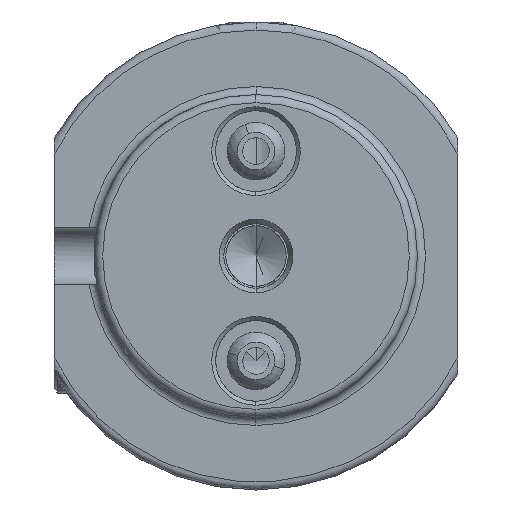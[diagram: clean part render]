
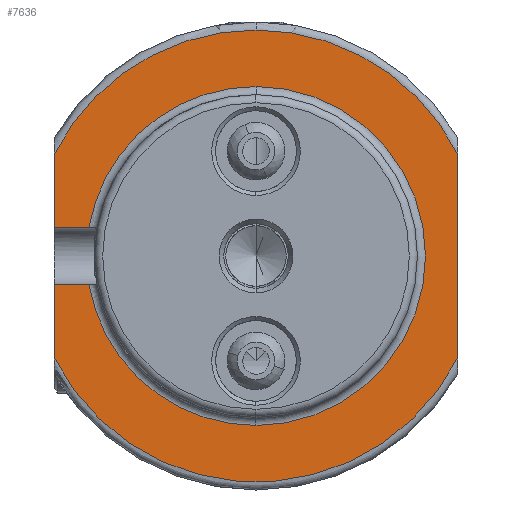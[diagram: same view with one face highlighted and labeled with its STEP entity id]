
A CAD part, left-side view. The second image highlights one B-rep face of the part: STEP entity #7636.
In plain terms, the highlighted planar face has unit normal (-1, 0, 0).
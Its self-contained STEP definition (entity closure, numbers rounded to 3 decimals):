
#161 = DIRECTION ( 'NONE',  ( 0., 0., 1. ) ) ;
#173 = LINE ( 'NONE', #3434, #787 ) ;
#190 = DIRECTION ( 'NONE',  ( -1., 0., 0. ) ) ;
#202 = CARTESIAN_POINT ( 'NONE',  ( -9.248, -31.602, 3.812 ) ) ;
#232 = DIRECTION ( 'NONE',  ( 0., 0., 1. ) ) ;
#529 = VERTEX_POINT ( 'NONE', #802 ) ;
#545 = PLANE ( 'NONE',  #4549 ) ;
#580 = CARTESIAN_POINT ( 'NONE',  ( -9.248, 18.399, -3.188 ) ) ;
#611 = ORIENTED_EDGE ( 'NONE', *, *, #1239, .F. ) ;
#681 = EDGE_CURVE ( 'NONE', #5602, #8293, #3786, .T. ) ;
#787 = VECTOR ( 'NONE', #4092, 1000. ) ;
#802 = CARTESIAN_POINT ( 'NONE',  ( -9.248, 18.399, -12.298 ) ) ;
#915 = DIRECTION ( 'NONE',  ( 0., 0., 1. ) ) ;
#943 = ORIENTED_EDGE ( 'NONE', *, *, #3409, .T. ) ;
#973 = CARTESIAN_POINT ( 'NONE',  ( -9.248, -6.601, -20.688 ) ) ;
#1017 = ORIENTED_EDGE ( 'NONE', *, *, #3829, .F. ) ;
#1195 = EDGE_CURVE ( 'NONE', #6108, #3014, #173, .T. ) ;
#1239 = EDGE_CURVE ( 'NONE', #529, #6108, #6178, .T. ) ;
#1314 = CARTESIAN_POINT ( 'NONE',  ( -9.248, -6.601, 0.312 ) ) ;
#1467 = ORIENTED_EDGE ( 'NONE', *, *, #681, .T. ) ;
#1469 = ORIENTED_EDGE ( 'NONE', *, *, #2301, .F. ) ;
#1553 = DIRECTION ( 'NONE',  ( 1., 0., 0. ) ) ;
#1760 = CARTESIAN_POINT ( 'NONE',  ( -9.248, -31.601, -12.298 ) ) ;
#1944 = DIRECTION ( 'NONE',  ( 0., 0., 1. ) ) ;
#1954 = DIRECTION ( 'NONE',  ( -1., 0., 0. ) ) ;
#2164 = EDGE_CURVE ( 'NONE', #4291, #2611, #5423, .T. ) ;
#2301 = EDGE_CURVE ( 'NONE', #4291, #5769, #6775, .T. ) ;
#2339 = VECTOR ( 'NONE', #7346, 1000. ) ;
#2422 = AXIS2_PLACEMENT_3D ( 'NONE', #8446, #1954, #2492 ) ;
#2492 = DIRECTION ( 'NONE',  ( 0., 0., 1. ) ) ;
#2531 = CARTESIAN_POINT ( 'NONE',  ( -9.248, -6.601, 0.312 ) ) ;
#2611 = VERTEX_POINT ( 'NONE', #5234 ) ;
#2712 = CARTESIAN_POINT ( 'NONE',  ( -9.248, 18.399, 0.312 ) ) ;
#2776 = CARTESIAN_POINT ( 'NONE',  ( -9.248, -6.601, 0.312 ) ) ;
#2942 = CARTESIAN_POINT ( 'NONE',  ( -9.248, -6.601, 0.312 ) ) ;
#3014 = VERTEX_POINT ( 'NONE', #4823 ) ;
#3130 = FACE_OUTER_BOUND ( 'NONE', #6718, .T. ) ;
#3185 = CIRCLE ( 'NONE', #6723, 21. ) ;
#3325 = DIRECTION ( 'NONE',  ( 1., 0., 0. ) ) ;
#3349 = DIRECTION ( 'NONE',  ( 0., 0., 1. ) ) ;
#3409 = EDGE_CURVE ( 'NONE', #5407, #3014, #3698, .T. ) ;
#3434 = CARTESIAN_POINT ( 'NONE',  ( -9.248, -31.602, -3.188 ) ) ;
#3451 = DIRECTION ( 'NONE',  ( 1., 0., 0. ) ) ;
#3498 = CARTESIAN_POINT ( 'NONE',  ( -9.248, -31.601, 12.921 ) ) ;
#3528 = ORIENTED_EDGE ( 'NONE', *, *, #7100, .T. ) ;
#3698 = CIRCLE ( 'NONE', #3885, 21. ) ;
#3786 = CIRCLE ( 'NONE', #4541, 28. ) ;
#3829 = EDGE_CURVE ( 'NONE', #7446, #7058, #6617, .T. ) ;
#3848 = DIRECTION ( 'NONE',  ( -1., 0., 0. ) ) ;
#3885 = AXIS2_PLACEMENT_3D ( 'NONE', #4078, #3451, #161 ) ;
#4078 = CARTESIAN_POINT ( 'NONE',  ( -9.248, -6.601, 0.312 ) ) ;
#4092 = DIRECTION ( 'NONE',  ( 0., -1., 0. ) ) ;
#4101 = DIRECTION ( 'NONE',  ( 0., 1., 0. ) ) ;
#4248 = AXIS2_PLACEMENT_3D ( 'NONE', #7398, #190, #4833 ) ;
#4258 = ORIENTED_EDGE ( 'NONE', *, *, #2164, .T. ) ;
#4291 = VERTEX_POINT ( 'NONE', #7643 ) ;
#4320 = DIRECTION ( 'NONE',  ( 0., 0., 1. ) ) ;
#4541 = AXIS2_PLACEMENT_3D ( 'NONE', #2942, #6948, #915 ) ;
#4549 = AXIS2_PLACEMENT_3D ( 'NONE', #2531, #3848, #3349 ) ;
#4699 = ORIENTED_EDGE ( 'NONE', *, *, #6870, .T. ) ;
#4823 = CARTESIAN_POINT ( 'NONE',  ( -9.248, 14.105, -3.188 ) ) ;
#4829 = CARTESIAN_POINT ( 'NONE',  ( -9.248, 18.399, 3.812 ) ) ;
#4833 = DIRECTION ( 'NONE',  ( 0., 0., 1. ) ) ;
#4919 = VECTOR ( 'NONE', #4101, 1000. ) ;
#4959 = CARTESIAN_POINT ( 'NONE',  ( -9.248, -31.601, 0.312 ) ) ;
#5105 = EDGE_CURVE ( 'NONE', #2611, #5407, #3185, .T. ) ;
#5142 = CARTESIAN_POINT ( 'NONE',  ( -9.248, -6.601, 28.312 ) ) ;
#5215 = CIRCLE ( 'NONE', #4248, 28. ) ;
#5234 = CARTESIAN_POINT ( 'NONE',  ( -9.248, -6.601, 21.312 ) ) ;
#5260 = VECTOR ( 'NONE', #5619, 1000. ) ;
#5306 = LINE ( 'NONE', #7633, #6025 ) ;
#5407 = VERTEX_POINT ( 'NONE', #973 ) ;
#5423 = CIRCLE ( 'NONE', #7324, 21. ) ;
#5602 = VERTEX_POINT ( 'NONE', #5142 ) ;
#5619 = DIRECTION ( 'NONE',  ( 0., 0., -1. ) ) ;
#5769 = VERTEX_POINT ( 'NONE', #4829 ) ;
#6025 = VECTOR ( 'NONE', #4320, 1000. ) ;
#6108 = VERTEX_POINT ( 'NONE', #580 ) ;
#6178 = LINE ( 'NONE', #2712, #2339 ) ;
#6465 = CIRCLE ( 'NONE', #2422, 28. ) ;
#6617 = LINE ( 'NONE', #4959, #5260 ) ;
#6718 = EDGE_LOOP ( 'NONE', ( #611, #4699, #1017, #3528, #1467, #8302, #1469, #4258, #7296, #943, #8412 ) ) ;
#6723 = AXIS2_PLACEMENT_3D ( 'NONE', #1314, #3325, #1944 ) ;
#6775 = LINE ( 'NONE', #202, #4919 ) ;
#6870 = EDGE_CURVE ( 'NONE', #529, #7058, #5215, .T. ) ;
#6948 = DIRECTION ( 'NONE',  ( -1., 0., 0. ) ) ;
#7058 = VERTEX_POINT ( 'NONE', #1760 ) ;
#7100 = EDGE_CURVE ( 'NONE', #7446, #5602, #6465, .T. ) ;
#7296 = ORIENTED_EDGE ( 'NONE', *, *, #5105, .T. ) ;
#7324 = AXIS2_PLACEMENT_3D ( 'NONE', #2776, #1553, #232 ) ;
#7346 = DIRECTION ( 'NONE',  ( 0., 0., 1. ) ) ;
#7398 = CARTESIAN_POINT ( 'NONE',  ( -9.248, -6.601, 0.312 ) ) ;
#7446 = VERTEX_POINT ( 'NONE', #3498 ) ;
#7633 = CARTESIAN_POINT ( 'NONE',  ( -9.248, 18.399, 0.312 ) ) ;
#7636 = ADVANCED_FACE ( 'NONE', ( #3130 ), #545, .T. ) ;
#7643 = CARTESIAN_POINT ( 'NONE',  ( -9.248, 14.105, 3.812 ) ) ;
#7863 = EDGE_CURVE ( 'NONE', #5769, #8293, #5306, .T. ) ;
#8293 = VERTEX_POINT ( 'NONE', #8560 ) ;
#8302 = ORIENTED_EDGE ( 'NONE', *, *, #7863, .F. ) ;
#8412 = ORIENTED_EDGE ( 'NONE', *, *, #1195, .F. ) ;
#8446 = CARTESIAN_POINT ( 'NONE',  ( -9.248, -6.601, 0.312 ) ) ;
#8560 = CARTESIAN_POINT ( 'NONE',  ( -9.248, 18.399, 12.921 ) ) ;
